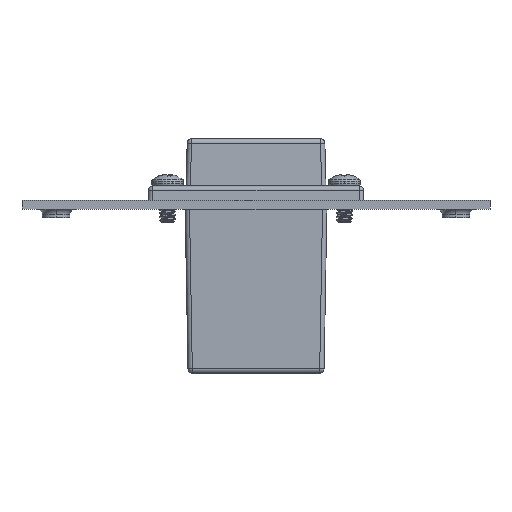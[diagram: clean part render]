
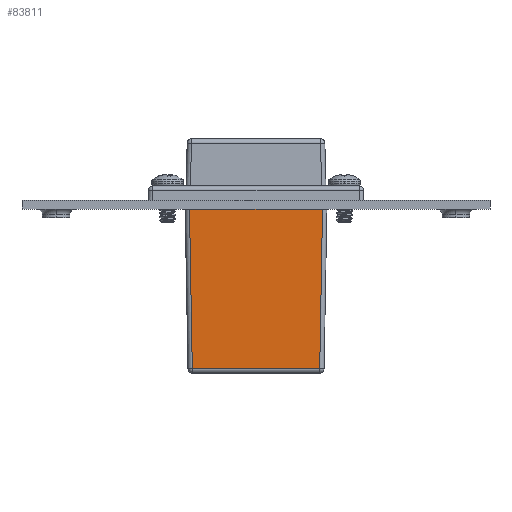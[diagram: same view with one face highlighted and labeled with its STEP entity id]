
A CAD part, left-side view. The second image highlights one B-rep face of the part: STEP entity #83811.
In plain terms, the highlighted face is planar.
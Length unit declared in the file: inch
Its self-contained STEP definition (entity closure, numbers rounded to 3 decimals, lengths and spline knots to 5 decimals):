
#4801 = LINE ( 'NONE', #38050, #128302 ) ;
#10149 = LINE ( 'NONE', #65901, #115968 ) ;
#13626 = EDGE_LOOP ( 'NONE', ( #119074, #18227, #133761, #129756 ) ) ;
#16328 = DIRECTION ( 'NONE',  ( 0., 1., 0. ) ) ;
#18227 = ORIENTED_EDGE ( 'NONE', *, *, #52328, .T. ) ;
#23135 = DIRECTION ( 'NONE',  ( 0., 1., 0. ) ) ;
#26156 = VERTEX_POINT ( 'NONE', #136975 ) ;
#27083 = VERTEX_POINT ( 'NONE', #91241 ) ;
#34538 = EDGE_CURVE ( '??35', #98570, #27083, #4801, .T. ) ;
#38050 = CARTESIAN_POINT ( 'NONE',  ( 0.33666, 0.47047, 1.11909 ) ) ;
#39009 = VECTOR ( 'NONE', #137548, 39.37008 ) ;
#41781 = CARTESIAN_POINT ( 'NONE',  ( 0.31685, -0.4402, -0.01589 ) ) ;
#43574 = AXIS2_PLACEMENT_3D ( 'NONE', #106384, #74499, #94792 ) ;
#52328 = EDGE_CURVE ( 'NONE', #98570, #26156, #77283, .T. ) ;
#65901 = CARTESIAN_POINT ( 'NONE',  ( 0.31642, 0.47047, -0.0406 ) ) ;
#70939 = CARTESIAN_POINT ( 'NONE',  ( 0.33667, 0.46002, 1.11962 ) ) ;
#71665 = LINE ( 'NONE', #70939, #39009 ) ;
#74499 = DIRECTION ( 'NONE',  ( 1., 0., -0.017 ) ) ;
#76560 = DIRECTION ( 'NONE',  ( -0.017, 0.017, -1. ) ) ;
#77283 = LINE ( 'NONE', #41781, #94648 ) ;
#83696 = EDGE_CURVE ( 'NONE', #124608, #27083, #71665, .T. ) ;
#83811 = ADVANCED_FACE ( 'NONE', ( #85376 ), #127344, .T. ) ;
#85376 = FACE_OUTER_BOUND ( 'NONE', #13626, .T. ) ;
#91241 = CARTESIAN_POINT ( 'NONE',  ( 0.33666, 0.46001, 1.11909 ) ) ;
#94648 = VECTOR ( 'NONE', #76560, 39.37008 ) ;
#94792 = DIRECTION ( 'NONE',  ( -0.017, 0., -1. ) ) ;
#98570 = VERTEX_POINT ( 'NONE', #119343 ) ;
#106384 = CARTESIAN_POINT ( 'NONE',  ( 0.31713, 0.47047, 0. ) ) ;
#115434 = CARTESIAN_POINT ( 'NONE',  ( 0.31642, 0.43977, -0.0406 ) ) ;
#115968 = VECTOR ( 'NONE', #23135, 39.37008 ) ;
#119074 = ORIENTED_EDGE ( 'NONE', *, *, #34538, .F. ) ;
#119343 = CARTESIAN_POINT ( 'NONE',  ( 0.33666, -0.46001, 1.11909 ) ) ;
#124608 = VERTEX_POINT ( 'NONE', #115434 ) ;
#127344 = PLANE ( 'NONE',  #43574 ) ;
#128302 = VECTOR ( 'NONE', #16328, 39.37008 ) ;
#129756 = ORIENTED_EDGE ( 'NONE', *, *, #83696, .T. ) ;
#133761 = ORIENTED_EDGE ( 'NONE', *, *, #134212, .T. ) ;
#134212 = EDGE_CURVE ( 'NONE', #26156, #124608, #10149, .T. ) ;
#136975 = CARTESIAN_POINT ( 'NONE',  ( 0.31642, -0.43977, -0.0406 ) ) ;
#137548 = DIRECTION ( 'NONE',  ( 0.017, 0.017, 1. ) ) ;
